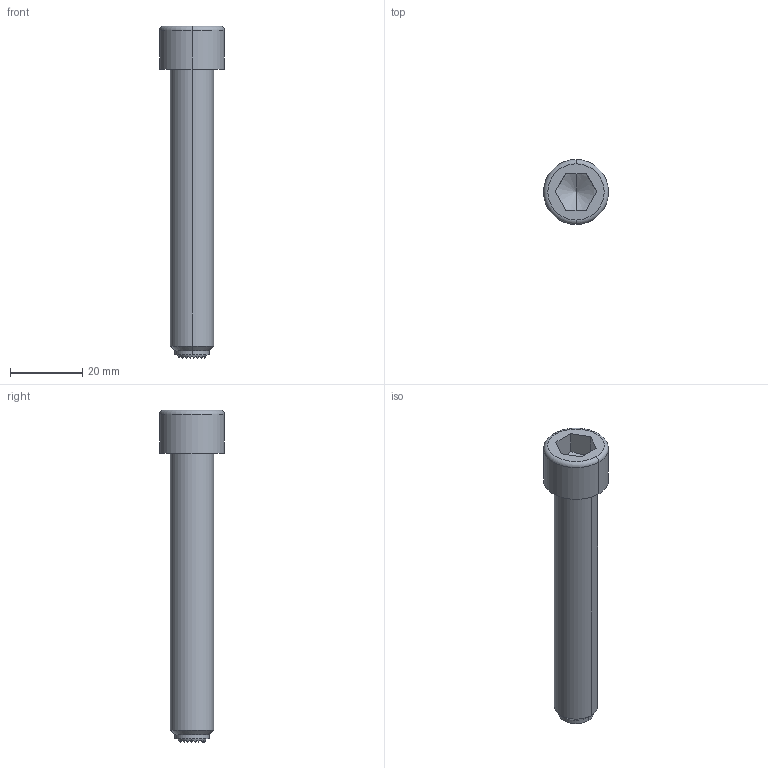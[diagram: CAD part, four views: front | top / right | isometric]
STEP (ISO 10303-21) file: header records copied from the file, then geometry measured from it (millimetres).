
FILE_DESCRIPTION(('STEP AP214'),'1');
FILE_NAME(' ',' ',('TraceParts'),('TraceParts S.A.'),'XStep 1.0',' ',' ');
FILE_SCHEMA(('automotive_design'));
Length unit declared in the file: millimetre
Products named in the file (2): 1; 2
Bounding box: 18 x 18 x 92 mm (x, y, z)
Volume: 11539.4 mm3; surface area: 4562.8 mm2
Topology: 2 solids, 2 shells, 212 faces, 384 edges, 174 vertices
Faces by surface type: plane 198, cylinder 6, cone 4, sphere 2, torus 2
Entity records: 9308 total; most frequent: DIRECTION 883, CARTESIAN_POINT 784, STYLED_ITEM 768, PRESENTATION_STYLE_ASSIGNMENT 768, COLOUR_RGB 768, ORIENTED_EDGE 760, EDGE_CURVE 380, CURVE_STYLE 380
